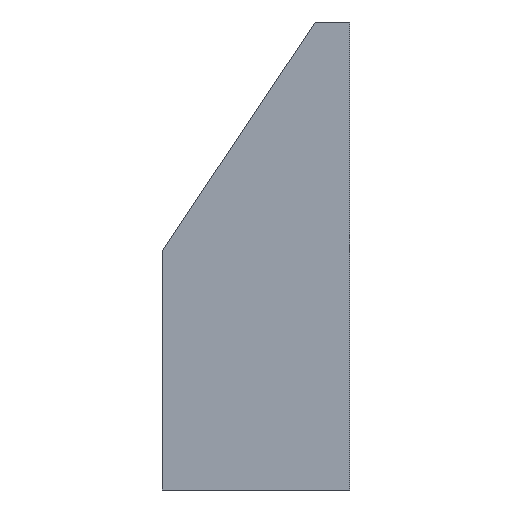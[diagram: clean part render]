
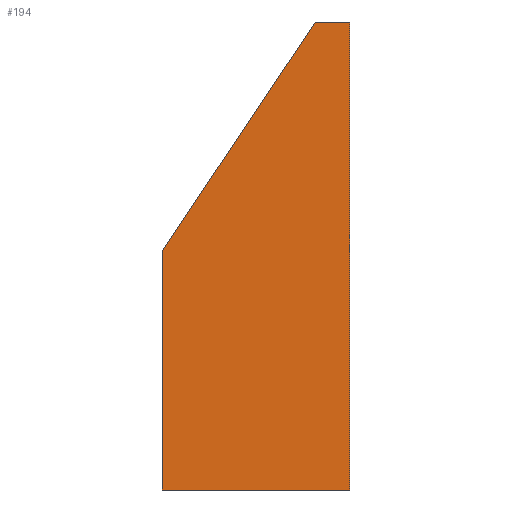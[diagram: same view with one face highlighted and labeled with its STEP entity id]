
A CAD part, left-side view. The second image highlights one B-rep face of the part: STEP entity #194.
In plain terms, the highlighted planar face has unit normal (-1, 0, 0).
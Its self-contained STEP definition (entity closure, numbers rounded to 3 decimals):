
#62=CARTESIAN_POINT('',(1331.,151.,-10.));
#63=VERTEX_POINT('',#62);
#78=CARTESIAN_POINT('',(1331.,151.,15.));
#79=VERTEX_POINT('',#78);
#86=CARTESIAN_POINT('',(1331.,151.,15.));
#87=DIRECTION('',(0.,0.,-1.));
#88=VECTOR('',#87,25.);
#89=LINE('',#86,#88);
#90=EDGE_CURVE('',#79,#63,#89,.T.);
#139=CARTESIAN_POINT('',(1331.,161.,2.79));
#140=VERTEX_POINT('',#139);
#141=CARTESIAN_POINT('',(1331.,161.,-10.));
#142=VERTEX_POINT('',#141);
#143=CARTESIAN_POINT('',(1331.,161.,2.79));
#144=DIRECTION('',(0.,0.,-1.));
#145=VECTOR('',#144,12.79);
#146=LINE('',#143,#145);
#147=EDGE_CURVE('',#140,#142,#146,.T.);
#165=CARTESIAN_POINT('',(1331.,153.,15.));
#166=DIRECTION('',(-1.,-0.,0.));
#167=DIRECTION('',(0.,-1.,0.));
#168=AXIS2_PLACEMENT_3D('',#165,#166,#167);
#169=PLANE('',#168);
#170=CARTESIAN_POINT('',(1331.,152.841,15.));
#171=VERTEX_POINT('',#170);
#172=CARTESIAN_POINT('',(1331.,151.,15.));
#173=DIRECTION('',(-0.,1.,0.));
#174=VECTOR('',#173,1.841);
#175=LINE('',#172,#174);
#176=EDGE_CURVE('',#79,#171,#175,.T.);
#177=ORIENTED_EDGE('',*,*,#176,.T.);
#178=CARTESIAN_POINT('',(1331.,152.841,15.));
#179=DIRECTION('',(-0.,0.556,-0.831));
#180=VECTOR('',#179,14.685);
#181=LINE('',#178,#180);
#182=EDGE_CURVE('',#171,#140,#181,.T.);
#183=ORIENTED_EDGE('',*,*,#182,.T.);
#184=ORIENTED_EDGE('',*,*,#147,.T.);
#185=CARTESIAN_POINT('',(1331.,151.,-10.));
#186=DIRECTION('',(-0.,1.,0.));
#187=VECTOR('',#186,10.);
#188=LINE('',#185,#187);
#189=EDGE_CURVE('',#63,#142,#188,.T.);
#190=ORIENTED_EDGE('',*,*,#189,.F.);
#191=ORIENTED_EDGE('',*,*,#90,.F.);
#192=EDGE_LOOP('',(#177,#183,#184,#190,#191));
#193=FACE_BOUND('',#192,.T.);
#194=ADVANCED_FACE('',(#193),#169,.T.);
